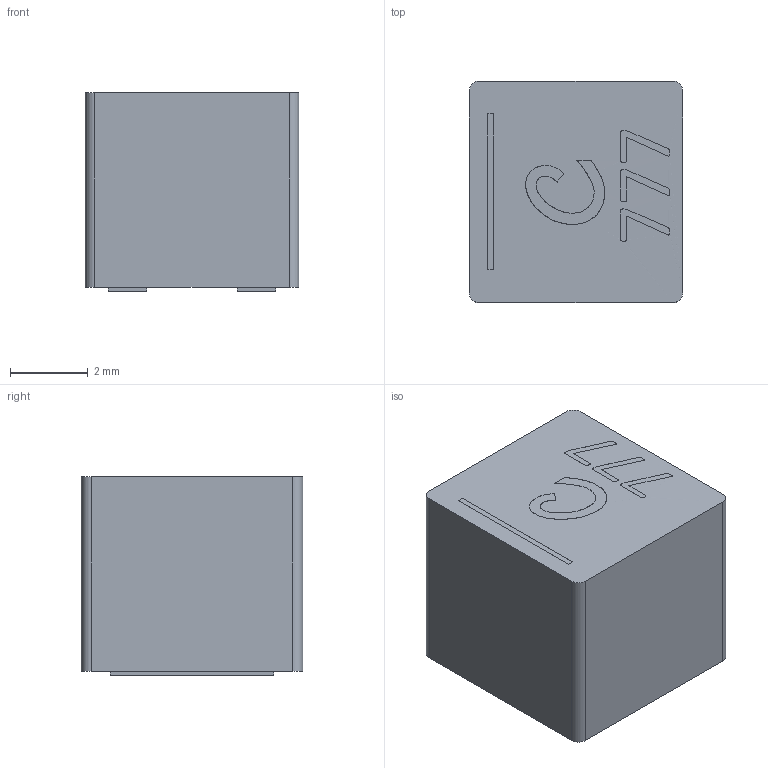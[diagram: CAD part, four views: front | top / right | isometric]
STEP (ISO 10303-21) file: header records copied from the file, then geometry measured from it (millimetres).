
FILE_DESCRIPTION(('FreeCAD Model'),'2;1');
FILE_NAME('Coilcraft-XAL5050.step','2018-04-08T15:26:35',('kicad StepUp'),( 'ksu MCAD'),'Open CASCADE STEP processor 6.8','FreeCAD','Unknown');
FILE_SCHEMA(('AUTOMOTIVE_DESIGN_CC2 { 1 2 10303 214 -1 1 5 4 }'));
Length unit declared in the file: millimetre
Products named in the file (1): Coilcraft-XAL5050
Bounding box: 5.48 x 5.68 x 5.1 mm (x, y, z)
Volume: 156.2 mm3; surface area: 173.7 mm2
Topology: 1 solids, 1 shells, 70 faces, 168 edges, 107 vertices
Faces by surface type: plane 39, bspline 27, cylinder 4
Entity records: 8710 total; most frequent: CARTESIAN_POINT 5239, DIRECTION 385, ORIENTED_EDGE 336, PCURVE 336, DEFINITIONAL_REPRESENTATION 336, LINE 277, VECTOR 277, B_SPLINE_CURVE_WITH_KNOTS 211
